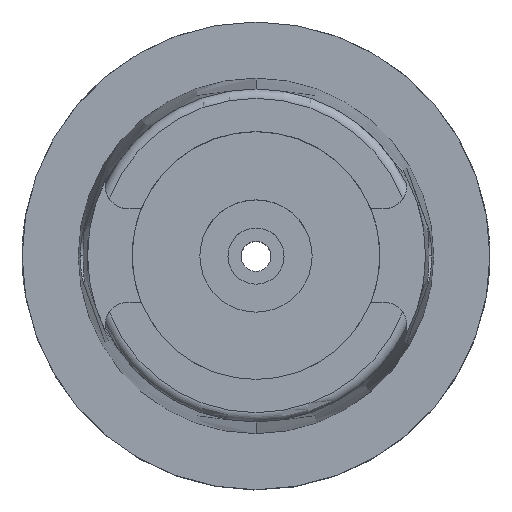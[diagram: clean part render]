
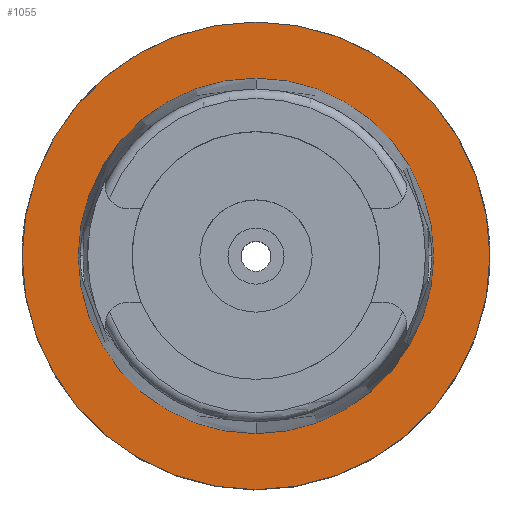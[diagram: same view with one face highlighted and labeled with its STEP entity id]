
A CAD part, top view. The second image highlights one B-rep face of the part: STEP entity #1055.
In plain terms, the highlighted planar face has unit normal (0, 0, 1).
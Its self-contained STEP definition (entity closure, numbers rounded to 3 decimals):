
#309 = AXIS2_PLACEMENT_3D ( 'NONE', #5203, #2264, #1353 ) ;
#393 = EDGE_LOOP ( 'NONE', ( #4129, #3900 ) ) ;
#403 = CIRCLE ( 'NONE', #1836, 38. ) ;
#593 = DIRECTION ( 'NONE',  ( 0., 0., -1. ) ) ;
#770 = DIRECTION ( 'NONE',  ( 0., 0., 1. ) ) ;
#954 = EDGE_CURVE ( 'NONE', #1978, #1067, #403, .T. ) ;
#1055 = ADVANCED_FACE ( 'NONE', ( #5498, #2093 ), #5015, .T. ) ;
#1067 = VERTEX_POINT ( 'NONE', #1131 ) ;
#1131 = CARTESIAN_POINT ( 'NONE',  ( 0., 38., 0. ) ) ;
#1187 = VERTEX_POINT ( 'NONE', #3714 ) ;
#1353 = DIRECTION ( 'NONE',  ( 0., -1., 0. ) ) ;
#1836 = AXIS2_PLACEMENT_3D ( 'NONE', #4429, #3204, #4929 ) ;
#1978 = VERTEX_POINT ( 'NONE', #4362 ) ;
#2093 = FACE_BOUND ( 'NONE', #393, .T. ) ;
#2264 = DIRECTION ( 'NONE',  ( 0., 0., -1. ) ) ;
#2277 = AXIS2_PLACEMENT_3D ( 'NONE', #4655, #4203, #5101 ) ;
#2306 = VERTEX_POINT ( 'NONE', #2784 ) ;
#2453 = DIRECTION ( 'NONE',  ( 0., 1., 0. ) ) ;
#2722 = CIRCLE ( 'NONE', #309, 50. ) ;
#2757 = CARTESIAN_POINT ( 'NONE',  ( 0., 0., 0. ) ) ;
#2784 = CARTESIAN_POINT ( 'NONE',  ( 0., -50., 0. ) ) ;
#3204 = DIRECTION ( 'NONE',  ( 0., 0., 1. ) ) ;
#3236 = EDGE_CURVE ( 'NONE', #2306, #1187, #2722, .T. ) ;
#3714 = CARTESIAN_POINT ( 'NONE',  ( 0., 50., 0. ) ) ;
#3900 = ORIENTED_EDGE ( 'NONE', *, *, #954, .F. ) ;
#3924 = AXIS2_PLACEMENT_3D ( 'NONE', #5535, #770, #2453 ) ;
#4091 = CIRCLE ( 'NONE', #3924, 38. ) ;
#4129 = ORIENTED_EDGE ( 'NONE', *, *, #5295, .F. ) ;
#4203 = DIRECTION ( 'NONE',  ( 0., 0., 1. ) ) ;
#4227 = EDGE_CURVE ( 'NONE', #1187, #2306, #4898, .T. ) ;
#4356 = ORIENTED_EDGE ( 'NONE', *, *, #4227, .F. ) ;
#4362 = CARTESIAN_POINT ( 'NONE',  ( 0., -38., 0. ) ) ;
#4429 = CARTESIAN_POINT ( 'NONE',  ( 0., 0., 0. ) ) ;
#4431 = DIRECTION ( 'NONE',  ( 0., 1., 0. ) ) ;
#4583 = ORIENTED_EDGE ( 'NONE', *, *, #3236, .F. ) ;
#4655 = CARTESIAN_POINT ( 'NONE',  ( 0., 0., 0. ) ) ;
#4896 = EDGE_LOOP ( 'NONE', ( #4356, #4583 ) ) ;
#4898 = CIRCLE ( 'NONE', #5434, 50. ) ;
#4929 = DIRECTION ( 'NONE',  ( 0., -1., 0. ) ) ;
#5015 = PLANE ( 'NONE',  #2277 ) ;
#5101 = DIRECTION ( 'NONE',  ( 1., 0., 0. ) ) ;
#5203 = CARTESIAN_POINT ( 'NONE',  ( 0., 0., 0. ) ) ;
#5295 = EDGE_CURVE ( 'NONE', #1067, #1978, #4091, .T. ) ;
#5434 = AXIS2_PLACEMENT_3D ( 'NONE', #2757, #593, #4431 ) ;
#5498 = FACE_OUTER_BOUND ( 'NONE', #4896, .T. ) ;
#5535 = CARTESIAN_POINT ( 'NONE',  ( 0., 0., 0. ) ) ;
